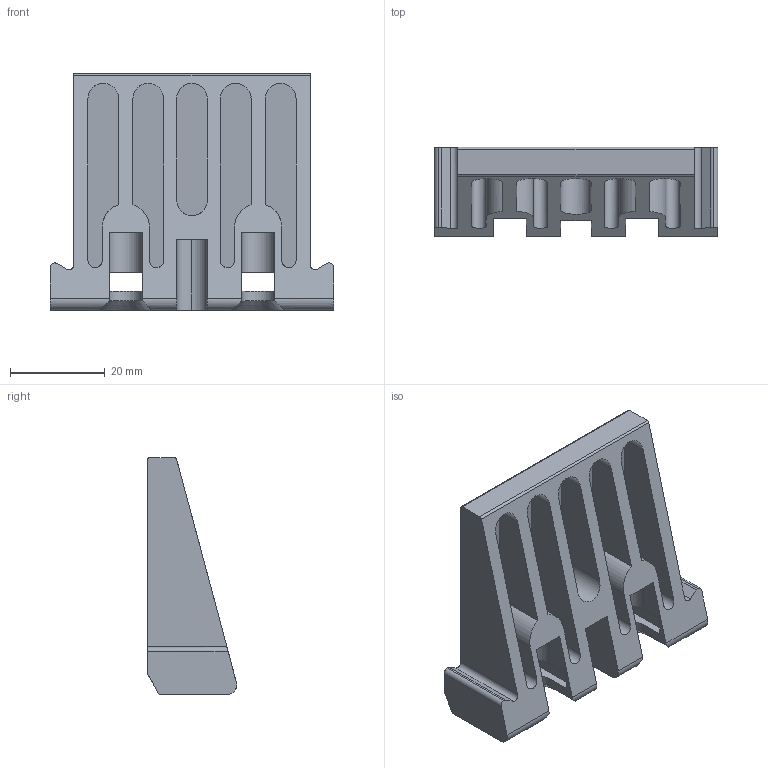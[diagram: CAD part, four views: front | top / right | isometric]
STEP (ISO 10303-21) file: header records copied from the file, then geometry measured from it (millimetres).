
FILE_DESCRIPTION (( 'STEP AP214' ), '1' );
FILE_NAME ('A19_PR7-1.REV2.STEP', '2024-03-11T08:39:44', ( '' ), ( '' ), 'SwSTEP 2.0', 'SolidWorks 2019', '' );
FILE_SCHEMA (( 'AUTOMOTIVE_DESIGN' ));
Length unit declared in the file: millimetre
Products named in the file (1): A19_PR7-1.REV2
Bounding box: 60 x 18.89 x 50 mm (x, y, z)
Volume: 20254.5 mm3; surface area: 13008.9 mm2
Topology: 1 solids, 1 shells, 94 faces, 269 edges, 178 vertices
Faces by surface type: plane 55, cylinder 37, cone 2
Entity records: 3094 total; most frequent: CARTESIAN_POINT 629, ORIENTED_EDGE 538, DIRECTION 481, EDGE_CURVE 269, VECTOR 189, LINE 189, VERTEX_POINT 178, AXIS2_PLACEMENT_3D 146
